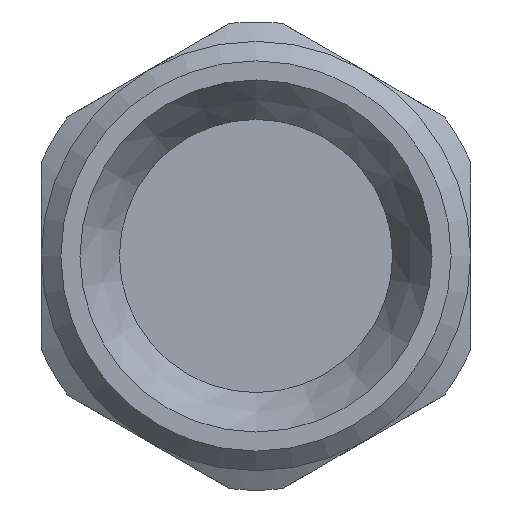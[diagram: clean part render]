
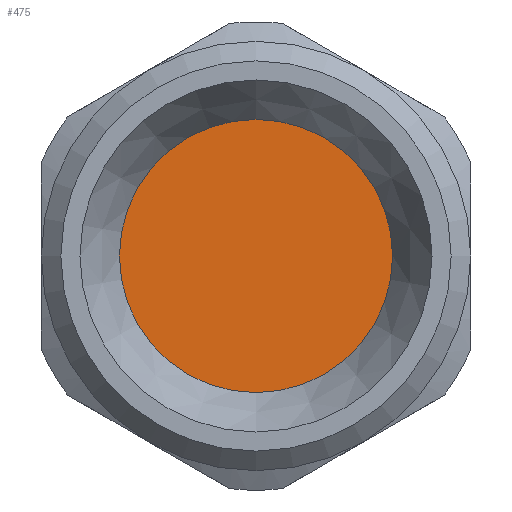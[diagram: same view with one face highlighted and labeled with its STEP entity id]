
A CAD part, left-side view. The second image highlights one B-rep face of the part: STEP entity #475.
In plain terms, the highlighted planar face has unit normal (-1, 0, 0).
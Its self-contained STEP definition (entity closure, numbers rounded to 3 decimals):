
#83=PLANE('',#552);
#205=ORIENTED_EDGE('',*,*,#210,.T.);
#210=EDGE_CURVE('',#271,#271,#314,.F.);
#271=VERTEX_POINT('',#706);
#314=CIRCLE('',#495,7.);
#386=EDGE_LOOP('',(#205));
#432=FACE_BOUND('',#386,.T.);
#475=ADVANCED_FACE('',(#432),#83,.F.);
#495=AXIS2_PLACEMENT_3D('',#705,#566,#567);
#552=AXIS2_PLACEMENT_3D('',#892,#692,#693);
#566=DIRECTION('',(1.,0.,0.));
#567=DIRECTION('',(0.,0.,-1.));
#692=DIRECTION('',(1.,0.,0.));
#693=DIRECTION('',(0.,0.,-1.));
#705=CARTESIAN_POINT('',(6.5,0.,0.));
#706=CARTESIAN_POINT('',(6.5,0.,-7.));
#892=CARTESIAN_POINT('',(6.5,0.,7.429));
